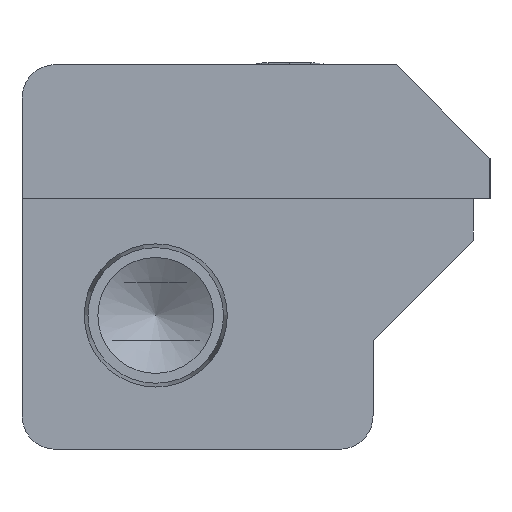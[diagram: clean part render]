
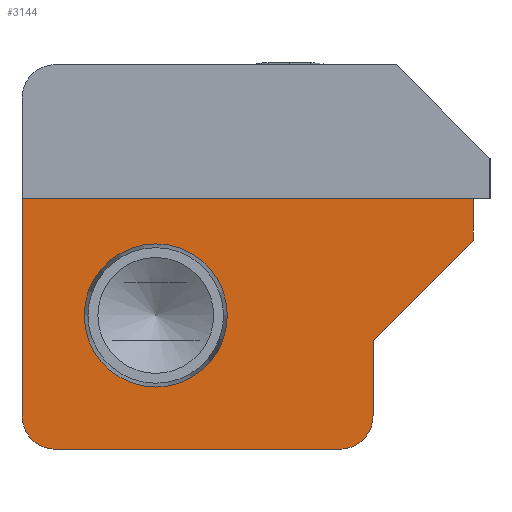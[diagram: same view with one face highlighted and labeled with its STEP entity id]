
A CAD part, left-side view. The second image highlights one B-rep face of the part: STEP entity #3144.
In plain terms, the highlighted planar face has unit normal (-1, 0, 0).
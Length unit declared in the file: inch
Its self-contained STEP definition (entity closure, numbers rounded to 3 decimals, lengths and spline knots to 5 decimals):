
#2888=CARTESIAN_POINT('',(-60.15499,18.68917,-1.0935));
#2889=VERTEX_POINT('',#2888);
#2890=CARTESIAN_POINT('',(-60.15499,18.42167,-1.0935));
#2891=DIRECTION('',(1.0,0.0,0.0));
#2892=DIRECTION('',(0.0,1.0,0.0));
#2893=AXIS2_PLACEMENT_3D('',#2890,#2891,#2892);
#2894=CIRCLE('',#2893,0.26751);
#2895=EDGE_CURVE('',#2889,#2889,#2894,.T.);
#3068=CARTESIAN_POINT('',(-60.15499,18.14836,-1.07429));
#3069=DIRECTION('',(1.0,0.0,0.0));
#3070=DIRECTION('',(0.0,0.0,-1.0));
#3071=AXIS2_PLACEMENT_3D('',#3068,#3069,#3070);
#3072=PLANE('',#3071);
#3073=CARTESIAN_POINT('',(-60.15499,17.23417,-0.656));
#3074=VERTEX_POINT('',#3073);
#3075=CARTESIAN_POINT('',(-60.15499,17.23417,-0.812));
#3076=VERTEX_POINT('',#3075);
#3077=CARTESIAN_POINT('',(-60.15499,17.23417,-0.656));
#3078=DIRECTION('',(0.0,0.0,-1.0));
#3079=VECTOR('',#3078,0.156);
#3080=LINE('',#3077,#3079);
#3081=EDGE_CURVE('',#3074,#3076,#3080,.T.);
#3082=ORIENTED_EDGE('',*,*,#3081,.F.);
#3083=CARTESIAN_POINT('',(-60.15499,18.92167,-0.656));
#3084=VERTEX_POINT('',#3083);
#3085=CARTESIAN_POINT('',(-60.15499,18.92167,-0.656));
#3086=DIRECTION('',(0.0,-1.0,0.0));
#3087=VECTOR('',#3086,1.6875);
#3088=LINE('',#3085,#3087);
#3089=EDGE_CURVE('',#3084,#3074,#3088,.T.);
#3090=ORIENTED_EDGE('',*,*,#3089,.F.);
#3091=CARTESIAN_POINT('',(-60.15499,18.92167,-1.4685));
#3092=VERTEX_POINT('',#3091);
#3093=CARTESIAN_POINT('',(-60.15499,18.92167,-1.4685));
#3094=DIRECTION('',(0.0,0.0,1.0));
#3095=VECTOR('',#3094,0.8125);
#3096=LINE('',#3093,#3095);
#3097=EDGE_CURVE('',#3092,#3084,#3096,.T.);
#3098=ORIENTED_EDGE('',*,*,#3097,.F.);
#3099=CARTESIAN_POINT('',(-60.15499,18.79667,-1.5935));
#3100=VERTEX_POINT('',#3099);
#3101=CARTESIAN_POINT('',(-60.15499,18.79667,-1.4685));
#3102=DIRECTION('',(1.,0.,0.));
#3103=DIRECTION('',(0.,0.707,-0.707));
#3104=AXIS2_PLACEMENT_3D('',#3101,#3102,#3103);
#3105=CIRCLE('',#3104,0.125);
#3106=EDGE_CURVE('',#3100,#3092,#3105,.T.);
#3107=ORIENTED_EDGE('',*,*,#3106,.F.);
#3108=CARTESIAN_POINT('',(-60.15499,17.73417,-1.5935));
#3109=VERTEX_POINT('',#3108);
#3110=CARTESIAN_POINT('',(-60.15499,17.73417,-1.5935));
#3111=DIRECTION('',(0.0,1.0,0.0));
#3112=VECTOR('',#3111,1.0625);
#3113=LINE('',#3110,#3112);
#3114=EDGE_CURVE('',#3109,#3100,#3113,.T.);
#3115=ORIENTED_EDGE('',*,*,#3114,.F.);
#3116=CARTESIAN_POINT('',(-60.15499,17.60917,-1.4685));
#3117=VERTEX_POINT('',#3116);
#3118=CARTESIAN_POINT('',(-60.15499,17.73417,-1.4685));
#3119=DIRECTION('',(1.,0.,0.));
#3120=DIRECTION('',(0.,-0.707,-0.707));
#3121=AXIS2_PLACEMENT_3D('',#3118,#3119,#3120);
#3122=CIRCLE('',#3121,0.125);
#3123=EDGE_CURVE('',#3117,#3109,#3122,.T.);
#3124=ORIENTED_EDGE('',*,*,#3123,.F.);
#3125=CARTESIAN_POINT('',(-60.15499,17.60917,-1.187));
#3126=VERTEX_POINT('',#3125);
#3127=CARTESIAN_POINT('',(-60.15499,17.60917,-1.187));
#3128=DIRECTION('',(0.0,0.0,-1.0));
#3129=VECTOR('',#3128,0.2815);
#3130=LINE('',#3127,#3129);
#3131=EDGE_CURVE('',#3126,#3117,#3130,.T.);
#3132=ORIENTED_EDGE('',*,*,#3131,.F.);
#3133=CARTESIAN_POINT('',(-60.15499,17.23417,-0.812));
#3134=DIRECTION('',(0.0,0.707,-0.707));
#3135=VECTOR('',#3134,0.53033);
#3136=LINE('',#3133,#3135);
#3137=EDGE_CURVE('',#3076,#3126,#3136,.T.);
#3138=ORIENTED_EDGE('',*,*,#3137,.F.);
#3139=EDGE_LOOP('',(#3082,#3090,#3098,#3107,#3115,#3124,#3132,#3138));
#3140=FACE_OUTER_BOUND('',#3139,.T.);
#3141=ORIENTED_EDGE('',*,*,#2895,.T.);
#3142=EDGE_LOOP('',(#3141));
#3143=FACE_BOUND('',#3142,.T.);
#3144=ADVANCED_FACE('',(#3140,#3143),#3072,.F.);
